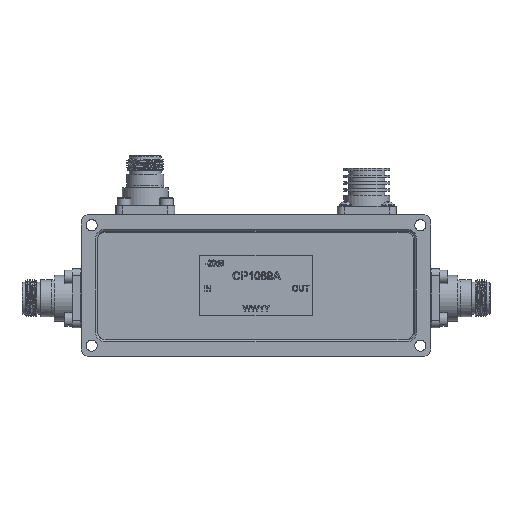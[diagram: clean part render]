
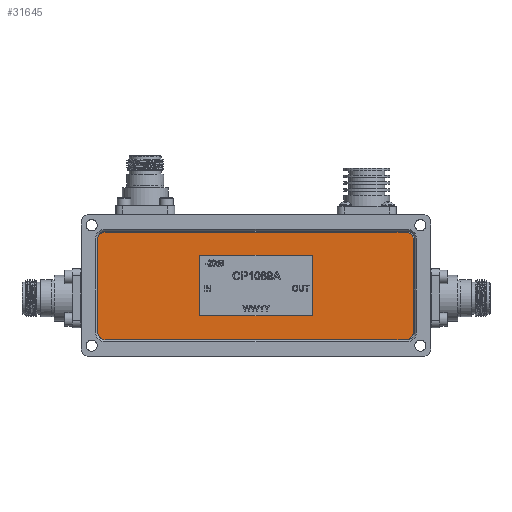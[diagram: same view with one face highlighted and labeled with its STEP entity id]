
A CAD part, top view. The second image highlights one B-rep face of the part: STEP entity #31645.
In plain terms, the highlighted planar face has unit normal (0, 0, 1).
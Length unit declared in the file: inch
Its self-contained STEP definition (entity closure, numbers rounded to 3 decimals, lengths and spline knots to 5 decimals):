
#460 = VERTEX_POINT ( 'NONE', #23339 ) ;
#497 = VECTOR ( 'NONE', #6626, 39.37008 ) ;
#842 = DIRECTION ( 'NONE',  ( 1., 0., 0. ) ) ;
#1215 = CARTESIAN_POINT ( 'NONE',  ( -0.95104, 0.51061, 0.482 ) ) ;
#1262 = CARTESIAN_POINT ( 'NONE',  ( 2.5405, 0.903, 0.482 ) ) ;
#1732 = CARTESIAN_POINT ( 'NONE',  ( -0.007, -0.007, 0.482 ) ) ;
#1779 = CARTESIAN_POINT ( 'NONE',  ( 0.95104, -0.51061, 0.482 ) ) ;
#1859 = ORIENTED_EDGE ( 'NONE', *, *, #38794, .F. ) ;
#3595 = CARTESIAN_POINT ( 'NONE',  ( 0.95104, 0.51061, 0.482 ) ) ;
#4046 = CARTESIAN_POINT ( 'NONE',  ( -2.6795, 0.778, 0.482 ) ) ;
#4744 = DIRECTION ( 'NONE',  ( 0., -1., 0. ) ) ;
#4819 = AXIS2_PLACEMENT_3D ( 'NONE', #28680, #41795, #20739 ) ;
#4839 = EDGE_CURVE ( 'NONE', #460, #30132, #31160, .T. ) ;
#5540 = EDGE_CURVE ( 'NONE', #17473, #17930, #30743, .T. ) ;
#5916 = VERTEX_POINT ( 'NONE', #32201 ) ;
#6626 = DIRECTION ( 'NONE',  ( -1., 0., 0. ) ) ;
#6817 = ORIENTED_EDGE ( 'NONE', *, *, #33943, .F. ) ;
#7396 = CARTESIAN_POINT ( 'NONE',  ( 2.5405, 0.778, 0.482 ) ) ;
#7740 = CARTESIAN_POINT ( 'NONE',  ( -0.95104, -0.51061, 0.482 ) ) ;
#8625 = DIRECTION ( 'NONE',  ( 0., 0., -1. ) ) ;
#9517 = CIRCLE ( 'NONE', #33507, 0.125 ) ;
#9762 = DIRECTION ( 'NONE',  ( 1., 0., 0. ) ) ;
#10068 = LINE ( 'NONE', #25690, #497 ) ;
#10412 = PLANE ( 'NONE',  #17970 ) ;
#10426 = CARTESIAN_POINT ( 'NONE',  ( -2.6795, -0.792, 0.482 ) ) ;
#10575 = ORIENTED_EDGE ( 'NONE', *, *, #33760, .F. ) ;
#10875 = EDGE_LOOP ( 'NONE', ( #19821, #28387, #38527, #14892, #10575, #42008, #1859, #42475 ) ) ;
#11125 = EDGE_CURVE ( 'NONE', #15008, #24227, #14428, .T. ) ;
#11425 = CARTESIAN_POINT ( 'NONE',  ( -2.5545, -0.792, 0.482 ) ) ;
#12201 = VECTOR ( 'NONE', #9762, 39.37008 ) ;
#14428 = LINE ( 'NONE', #27460, #24788 ) ;
#14892 = ORIENTED_EDGE ( 'NONE', *, *, #27021, .F. ) ;
#15008 = VERTEX_POINT ( 'NONE', #30064 ) ;
#15731 = CARTESIAN_POINT ( 'NONE',  ( 2.5405, -0.917, 0.482 ) ) ;
#16647 = LINE ( 'NONE', #16855, #12201 ) ;
#16729 = CIRCLE ( 'NONE', #28986, 0.125 ) ;
#16855 = CARTESIAN_POINT ( 'NONE',  ( -2.5545, 0.903, 0.482 ) ) ;
#17473 = VERTEX_POINT ( 'NONE', #28137 ) ;
#17930 = VERTEX_POINT ( 'NONE', #3595 ) ;
#17970 = AXIS2_PLACEMENT_3D ( 'NONE', #1732, #20844, #34341 ) ;
#18367 = EDGE_CURVE ( 'NONE', #36154, #15008, #9517, .T. ) ;
#19552 = ORIENTED_EDGE ( 'NONE', *, *, #35230, .F. ) ;
#19726 = VECTOR ( 'NONE', #27729, 39.37008 ) ;
#19821 = ORIENTED_EDGE ( 'NONE', *, *, #18367, .F. ) ;
#19841 = FACE_OUTER_BOUND ( 'NONE', #10875, .T. ) ;
#20013 = DIRECTION ( 'NONE',  ( 0., 0., -1. ) ) ;
#20169 = VECTOR ( 'NONE', #842, 39.37008 ) ;
#20171 = VERTEX_POINT ( 'NONE', #1215 ) ;
#20739 = DIRECTION ( 'NONE',  ( 0., -1., 0. ) ) ;
#20844 = DIRECTION ( 'NONE',  ( 0., 0., 1. ) ) ;
#21084 = DIRECTION ( 'NONE',  ( 0., 0., -1. ) ) ;
#21606 = EDGE_CURVE ( 'NONE', #17930, #20171, #10068, .T. ) ;
#23130 = EDGE_CURVE ( 'NONE', #30370, #36154, #16647, .T. ) ;
#23168 = LINE ( 'NONE', #7740, #26292 ) ;
#23339 = CARTESIAN_POINT ( 'NONE',  ( 2.5405, -0.917, 0.482 ) ) ;
#23472 = CARTESIAN_POINT ( 'NONE',  ( -0.95104, -0.51061, 0.482 ) ) ;
#24227 = VERTEX_POINT ( 'NONE', #37780 ) ;
#24459 = FACE_BOUND ( 'NONE', #27501, .T. ) ;
#24669 = VECTOR ( 'NONE', #33579, 39.37008 ) ;
#24788 = VECTOR ( 'NONE', #4744, 39.37008 ) ;
#25292 = CARTESIAN_POINT ( 'NONE',  ( -2.5545, 0.903, 0.482 ) ) ;
#25336 = CIRCLE ( 'NONE', #4819, 0.125 ) ;
#25344 = CARTESIAN_POINT ( 'NONE',  ( -2.5545, -0.917, 0.482 ) ) ;
#25690 = CARTESIAN_POINT ( 'NONE',  ( -0.95104, 0.51061, 0.482 ) ) ;
#26012 = ORIENTED_EDGE ( 'NONE', *, *, #21606, .F. ) ;
#26292 = VECTOR ( 'NONE', #29607, 39.37008 ) ;
#26702 = EDGE_CURVE ( 'NONE', #36552, #30370, #25336, .T. ) ;
#27021 = EDGE_CURVE ( 'NONE', #5916, #36552, #39358, .T. ) ;
#27460 = CARTESIAN_POINT ( 'NONE',  ( 2.6655, 0.778, 0.482 ) ) ;
#27482 = DIRECTION ( 'NONE',  ( 1., 0., 0. ) ) ;
#27501 = EDGE_LOOP ( 'NONE', ( #26012, #29273, #19552, #6817 ) ) ;
#27729 = DIRECTION ( 'NONE',  ( 0., 1., 0. ) ) ;
#28137 = CARTESIAN_POINT ( 'NONE',  ( 0.95104, -0.51061, 0.482 ) ) ;
#28387 = ORIENTED_EDGE ( 'NONE', *, *, #23130, .F. ) ;
#28680 = CARTESIAN_POINT ( 'NONE',  ( -2.5545, 0.778, 0.482 ) ) ;
#28986 = AXIS2_PLACEMENT_3D ( 'NONE', #11425, #8625, #27482 ) ;
#29224 = VECTOR ( 'NONE', #31794, 39.37008 ) ;
#29273 = ORIENTED_EDGE ( 'NONE', *, *, #5540, .F. ) ;
#29607 = DIRECTION ( 'NONE',  ( 0., -1., 0. ) ) ;
#30064 = CARTESIAN_POINT ( 'NONE',  ( 2.6655, 0.778, 0.482 ) ) ;
#30132 = VERTEX_POINT ( 'NONE', #25344 ) ;
#30370 = VERTEX_POINT ( 'NONE', #25292 ) ;
#30743 = LINE ( 'NONE', #1779, #19726 ) ;
#31160 = LINE ( 'NONE', #15731, #29224 ) ;
#31645 = ADVANCED_FACE ( 'NONE', ( #19841, #24459 ), #10412, .T. ) ;
#31794 = DIRECTION ( 'NONE',  ( -1., 0., 0. ) ) ;
#32201 = CARTESIAN_POINT ( 'NONE',  ( -2.6795, -0.792, 0.482 ) ) ;
#32609 = LINE ( 'NONE', #39242, #20169 ) ;
#32673 = AXIS2_PLACEMENT_3D ( 'NONE', #39959, #20013, #37147 ) ;
#33507 = AXIS2_PLACEMENT_3D ( 'NONE', #7396, #21084, #34173 ) ;
#33579 = DIRECTION ( 'NONE',  ( 0., 1., 0. ) ) ;
#33760 = EDGE_CURVE ( 'NONE', #30132, #5916, #16729, .T. ) ;
#33943 = EDGE_CURVE ( 'NONE', #20171, #38554, #23168, .T. ) ;
#34173 = DIRECTION ( 'NONE',  ( -1., 0., 0. ) ) ;
#34341 = DIRECTION ( 'NONE',  ( 1., 0., 0. ) ) ;
#35230 = EDGE_CURVE ( 'NONE', #38554, #17473, #32609, .T. ) ;
#36154 = VERTEX_POINT ( 'NONE', #1262 ) ;
#36552 = VERTEX_POINT ( 'NONE', #4046 ) ;
#37147 = DIRECTION ( 'NONE',  ( 0., 1., 0. ) ) ;
#37780 = CARTESIAN_POINT ( 'NONE',  ( 2.6655, -0.792, 0.482 ) ) ;
#38527 = ORIENTED_EDGE ( 'NONE', *, *, #26702, .F. ) ;
#38554 = VERTEX_POINT ( 'NONE', #23472 ) ;
#38794 = EDGE_CURVE ( 'NONE', #24227, #460, #39521, .T. ) ;
#39242 = CARTESIAN_POINT ( 'NONE',  ( -0.95104, -0.51061, 0.482 ) ) ;
#39358 = LINE ( 'NONE', #10426, #24669 ) ;
#39521 = CIRCLE ( 'NONE', #32673, 0.125 ) ;
#39959 = CARTESIAN_POINT ( 'NONE',  ( 2.5405, -0.792, 0.482 ) ) ;
#41795 = DIRECTION ( 'NONE',  ( 0., 0., -1. ) ) ;
#42008 = ORIENTED_EDGE ( 'NONE', *, *, #4839, .F. ) ;
#42475 = ORIENTED_EDGE ( 'NONE', *, *, #11125, .F. ) ;
